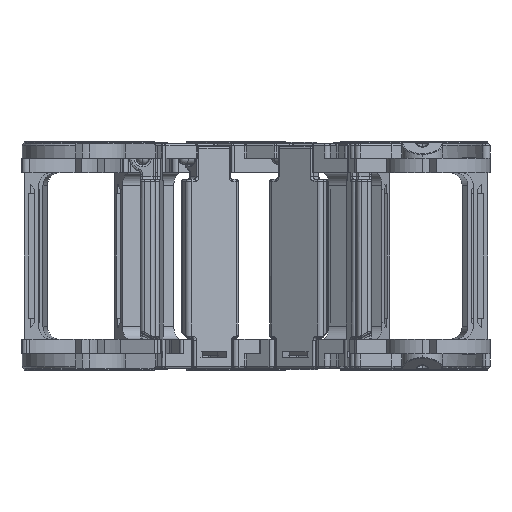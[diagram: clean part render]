
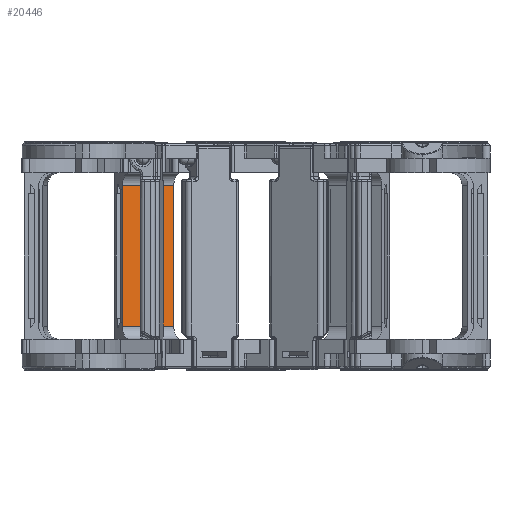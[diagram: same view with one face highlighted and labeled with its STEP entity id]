
A CAD part, left-side view. The second image highlights one B-rep face of the part: STEP entity #20446.
In plain terms, the highlighted face is planar.
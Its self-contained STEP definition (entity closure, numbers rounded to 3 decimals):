
#1497 = LINE ( 'NONE', #10834, #9750 ) ;
#1712 = EDGE_CURVE ( 'NONE', #14744, #5358, #1497, .T. ) ;
#2640 = VECTOR ( 'NONE', #20019, 1000. ) ;
#2728 = CARTESIAN_POINT ( 'NONE',  ( 92.5, -12.25, 50. ) ) ;
#2929 = ORIENTED_EDGE ( 'NONE', *, *, #1712, .T. ) ;
#3641 = VERTEX_POINT ( 'NONE', #5368 ) ;
#4012 = DIRECTION ( 'NONE',  ( 0., 0., -1. ) ) ;
#4454 = PLANE ( 'NONE',  #16088 ) ;
#4785 = VECTOR ( 'NONE', #11646, 1000. ) ;
#4852 = VERTEX_POINT ( 'NONE', #11177 ) ;
#5358 = VERTEX_POINT ( 'NONE', #16370 ) ;
#5368 = CARTESIAN_POINT ( 'NONE',  ( 92.5, -12.25, 32. ) ) ;
#7054 = EDGE_CURVE ( 'NONE', #3641, #14744, #7722, .T. ) ;
#7270 = VECTOR ( 'NONE', #10618, 1000. ) ;
#7722 = LINE ( 'NONE', #14442, #2640 ) ;
#9650 = LINE ( 'NONE', #15704, #7270 ) ;
#9750 = VECTOR ( 'NONE', #4012, 1000. ) ;
#10211 = EDGE_LOOP ( 'NONE', ( #2929, #11438, #19974, #11396 ) ) ;
#10618 = DIRECTION ( 'NONE',  ( -1., 0., 0. ) ) ;
#10834 = CARTESIAN_POINT ( 'NONE',  ( 107.5, -12.25, 50. ) ) ;
#11177 = CARTESIAN_POINT ( 'NONE',  ( 92.5, -12.25, -2. ) ) ;
#11396 = ORIENTED_EDGE ( 'NONE', *, *, #7054, .T. ) ;
#11438 = ORIENTED_EDGE ( 'NONE', *, *, #11733, .T. ) ;
#11646 = DIRECTION ( 'NONE',  ( 0., 0., 1. ) ) ;
#11695 = FACE_OUTER_BOUND ( 'NONE', #10211, .T. ) ;
#11733 = EDGE_CURVE ( 'NONE', #5358, #4852, #9650, .T. ) ;
#13338 = EDGE_CURVE ( 'NONE', #4852, #3641, #18996, .T. ) ;
#14442 = CARTESIAN_POINT ( 'NONE',  ( 90., -12.25, 32. ) ) ;
#14744 = VERTEX_POINT ( 'NONE', #16867 ) ;
#15704 = CARTESIAN_POINT ( 'NONE',  ( 90., -12.25, -2. ) ) ;
#16088 = AXIS2_PLACEMENT_3D ( 'NONE', #16811, #18843, #20524 ) ;
#16370 = CARTESIAN_POINT ( 'NONE',  ( 107.5, -12.25, -2. ) ) ;
#16811 = CARTESIAN_POINT ( 'NONE',  ( 90., -12.25, 10. ) ) ;
#16867 = CARTESIAN_POINT ( 'NONE',  ( 107.5, -12.25, 32. ) ) ;
#18843 = DIRECTION ( 'NONE',  ( 0., 1., 0. ) ) ;
#18996 = LINE ( 'NONE', #2728, #4785 ) ;
#19974 = ORIENTED_EDGE ( 'NONE', *, *, #13338, .T. ) ;
#20019 = DIRECTION ( 'NONE',  ( 1., 0., 0. ) ) ;
#20446 = ADVANCED_FACE ( 'NONE', ( #11695 ), #4454, .T. ) ;
#20524 = DIRECTION ( 'NONE',  ( 0., 0., 1. ) ) ;
